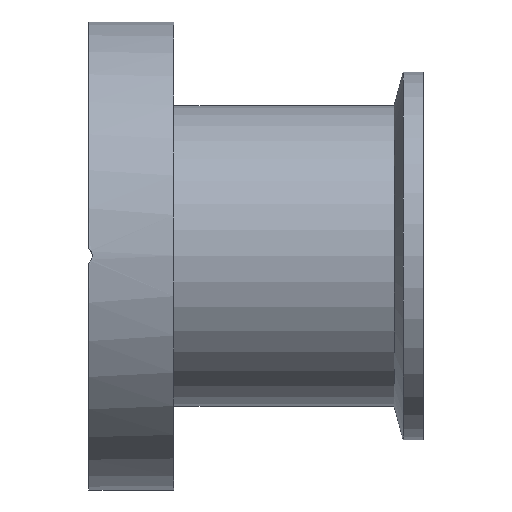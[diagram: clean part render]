
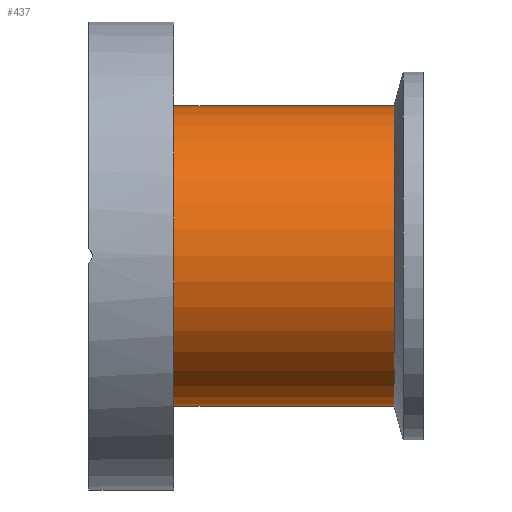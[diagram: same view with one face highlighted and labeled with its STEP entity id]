
A CAD part, top view. The second image highlights one B-rep face of the part: STEP entity #437.
In plain terms, the highlighted cylindrical face has radius 22.5 mm (diameter 45 mm), a partial arc.
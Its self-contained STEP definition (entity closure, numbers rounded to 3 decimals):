
#7 = CARTESIAN_POINT ( 'NONE',  ( 0., 0., 4.34 ) ) ;
#68 = EDGE_CURVE ( 'NONE', #688, #460, #1229, .T. ) ;
#92 = CARTESIAN_POINT ( 'NONE',  ( 22.5, 0., 54. ) ) ;
#116 = DIRECTION ( 'NONE',  ( 0., 0., -1. ) ) ;
#176 = VERTEX_POINT ( 'NONE', #1203 ) ;
#194 = CARTESIAN_POINT ( 'NONE',  ( 22.5, 0., 45.2 ) ) ;
#233 = CARTESIAN_POINT ( 'NONE',  ( 0., 0., 45.2 ) ) ;
#295 = AXIS2_PLACEMENT_3D ( 'NONE', #7, #1325, #1429 ) ;
#302 = CARTESIAN_POINT ( 'NONE',  ( -22.5, 0., 54. ) ) ;
#354 = DIRECTION ( 'NONE',  ( -1., 0., 0. ) ) ;
#415 = ORIENTED_EDGE ( 'NONE', *, *, #1484, .T. ) ;
#433 = EDGE_CURVE ( 'NONE', #176, #460, #477, .T. ) ;
#437 = ADVANCED_FACE ( 'NONE', ( #689 ), #1385, .T. ) ;
#441 = DIRECTION ( 'NONE',  ( 0., 0., -1. ) ) ;
#460 = VERTEX_POINT ( 'NONE', #589 ) ;
#469 = DIRECTION ( 'NONE',  ( -1., 0., 0. ) ) ;
#477 = LINE ( 'NONE', #302, #721 ) ;
#487 = CARTESIAN_POINT ( 'NONE',  ( 22.5, 0., 4.34 ) ) ;
#545 = ORIENTED_EDGE ( 'NONE', *, *, #433, .F. ) ;
#589 = CARTESIAN_POINT ( 'NONE',  ( -22.5, 0., 4.34 ) ) ;
#688 = VERTEX_POINT ( 'NONE', #487 ) ;
#689 = FACE_OUTER_BOUND ( 'NONE', #957, .T. ) ;
#695 = VECTOR ( 'NONE', #441, 1000. ) ;
#721 = VECTOR ( 'NONE', #116, 1000. ) ;
#957 = EDGE_LOOP ( 'NONE', ( #1109, #415, #1299, #545 ) ) ;
#1035 = LINE ( 'NONE', #92, #695 ) ;
#1109 = ORIENTED_EDGE ( 'NONE', *, *, #1519, .T. ) ;
#1182 = DIRECTION ( 'NONE',  ( 0., 0., -1. ) ) ;
#1203 = CARTESIAN_POINT ( 'NONE',  ( -22.5, 0., 45.2 ) ) ;
#1229 = CIRCLE ( 'NONE', #295, 22.5 ) ;
#1243 = AXIS2_PLACEMENT_3D ( 'NONE', #1316, #1431, #469 ) ;
#1299 = ORIENTED_EDGE ( 'NONE', *, *, #68, .T. ) ;
#1316 = CARTESIAN_POINT ( 'NONE',  ( 0., 0., 54. ) ) ;
#1325 = DIRECTION ( 'NONE',  ( 0., 0., 1. ) ) ;
#1385 = CYLINDRICAL_SURFACE ( 'NONE', #1243, 22.5 ) ;
#1427 = AXIS2_PLACEMENT_3D ( 'NONE', #233, #1182, #354 ) ;
#1429 = DIRECTION ( 'NONE',  ( -1., 0., 0. ) ) ;
#1431 = DIRECTION ( 'NONE',  ( 0., 0., -1. ) ) ;
#1444 = VERTEX_POINT ( 'NONE', #194 ) ;
#1484 = EDGE_CURVE ( 'NONE', #1444, #688, #1035, .T. ) ;
#1509 = CIRCLE ( 'NONE', #1427, 22.5 ) ;
#1519 = EDGE_CURVE ( 'NONE', #176, #1444, #1509, .T. ) ;
